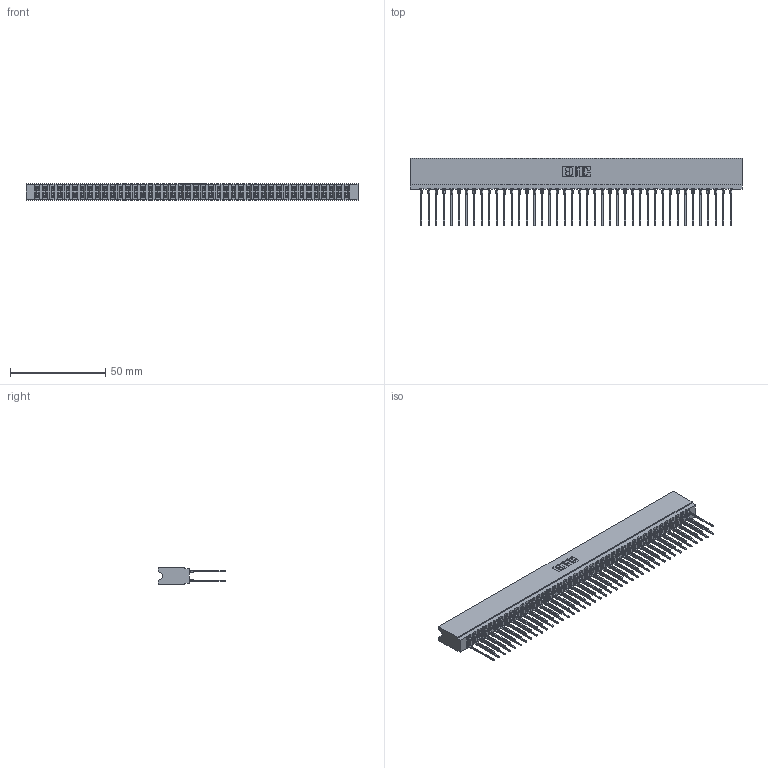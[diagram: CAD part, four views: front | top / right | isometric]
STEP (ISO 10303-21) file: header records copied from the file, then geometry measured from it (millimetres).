
FILE_DESCRIPTION (( 'STEP AP203' ), '1' );
FILE_NAME ('737-084-541-206.STEP', '2026-03-06T02:23:31', ( '' ), ( '' ), 'SwSTEP 2.0', 'SolidWorks 2023', '' );
FILE_SCHEMA (( 'CONFIG_CONTROL_DESIGN' ));
Length unit declared in the file: millimetre
Products named in the file (3): 737-084-541-206; 737 Part_Insulator Option - 06; 745-292-001_541
Assembly tree (85 placements, depth 2):
  737-084-541-206
    737 Part_Insulator Option - 06
    745-292-001_541  x84
Bounding box: 174.29 x 35.45 x 8.89 mm (x, y, z)
Volume: 17557.1 mm3; surface area: 27784.2 mm2
Topology: 85 solids, 85 shells, 7655 faces, 20585 edges, 12938 vertices
Faces by surface type: plane 3961, bspline 1680, cylinder 1510, torus 504
Entity records: 72081 total; most frequent: CARTESIAN_POINT 13016, ORIENTED_EDGE 12452, DIRECTION 10868, EDGE_CURVE 6226, VECTOR 5792, LINE 5792, VERTEX_POINT 3974, AXIS2_PLACEMENT_3D 2538
